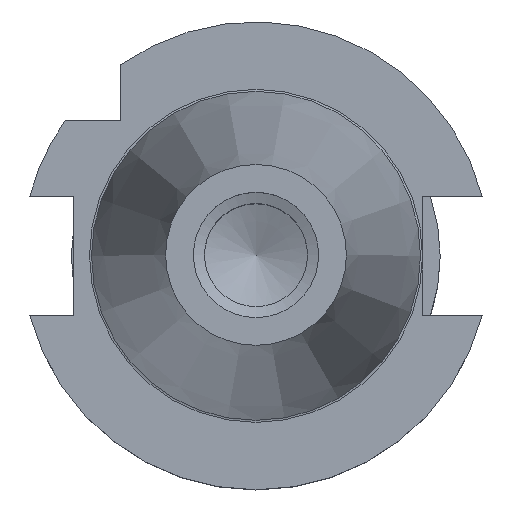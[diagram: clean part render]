
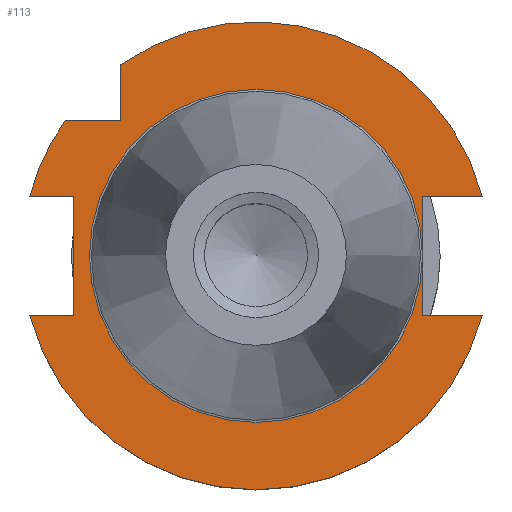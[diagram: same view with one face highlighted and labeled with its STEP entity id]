
A CAD part, top view. The second image highlights one B-rep face of the part: STEP entity #113.
In plain terms, the highlighted planar face has unit normal (0, 0, 1).
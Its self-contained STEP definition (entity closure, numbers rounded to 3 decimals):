
#113=ADVANCED_FACE('',(#181),#156,.F.);
#156=PLANE('',#886);
#181=FACE_OUTER_BOUND('',#221,.T.);
#221=EDGE_LOOP('',(#420,#421,#422,#423,#424,#425,#426,#427,#428,#429,#430,
#431,#432));
#290=LINE('',#1276,#346);
#291=LINE('',#1278,#347);
#292=LINE('',#1281,#348);
#293=LINE('',#1283,#349);
#294=LINE('',#1284,#350);
#295=LINE('',#1286,#351);
#296=LINE('',#1287,#352);
#297=LINE('',#1289,#353);
#298=LINE('',#1291,#354);
#346=VECTOR('',#1025,1.);
#347=VECTOR('',#1026,1.);
#348=VECTOR('',#1029,1.);
#349=VECTOR('',#1030,1.);
#350=VECTOR('',#1031,1.);
#351=VECTOR('',#1032,1.);
#352=VECTOR('',#1033,1.);
#353=VECTOR('',#1034,1.);
#354=VECTOR('',#1035,1.);
#420=ORIENTED_EDGE('',*,*,#717,.F.);
#421=ORIENTED_EDGE('',*,*,#718,.T.);
#422=ORIENTED_EDGE('',*,*,#719,.T.);
#423=ORIENTED_EDGE('',*,*,#720,.T.);
#424=ORIENTED_EDGE('',*,*,#721,.T.);
#425=ORIENTED_EDGE('',*,*,#709,.T.);
#426=ORIENTED_EDGE('',*,*,#722,.T.);
#427=ORIENTED_EDGE('',*,*,#723,.F.);
#428=ORIENTED_EDGE('',*,*,#713,.F.);
#429=ORIENTED_EDGE('',*,*,#724,.F.);
#430=ORIENTED_EDGE('',*,*,#725,.F.);
#431=ORIENTED_EDGE('',*,*,#726,.T.);
#432=ORIENTED_EDGE('',*,*,#705,.F.);
#626=VERTEX_POINT('',#1245);
#628=VERTEX_POINT('',#1249);
#629=VERTEX_POINT('',#1253);
#632=VERTEX_POINT('',#1258);
#634=VERTEX_POINT('',#1263);
#636=VERTEX_POINT('',#1267);
#639=VERTEX_POINT('',#1277);
#640=VERTEX_POINT('',#1279);
#641=VERTEX_POINT('',#1282);
#642=VERTEX_POINT('',#1285);
#643=VERTEX_POINT('',#1288);
#644=VERTEX_POINT('',#1290);
#705=EDGE_CURVE('',#628,#626,#806,.T.);
#709=EDGE_CURVE('',#629,#632,#808,.T.);
#713=EDGE_CURVE('',#636,#634,#810,.T.);
#717=EDGE_CURVE('',#639,#628,#290,.T.);
#718=EDGE_CURVE('',#639,#640,#291,.T.);
#719=EDGE_CURVE('',#640,#640,#812,.T.);
#720=EDGE_CURVE('',#640,#641,#292,.T.);
#721=EDGE_CURVE('',#641,#629,#293,.T.);
#722=EDGE_CURVE('',#632,#642,#294,.T.);
#723=EDGE_CURVE('',#634,#642,#295,.T.);
#724=EDGE_CURVE('',#643,#636,#296,.T.);
#725=EDGE_CURVE('',#644,#643,#297,.T.);
#726=EDGE_CURVE('',#644,#626,#298,.T.);
#806=CIRCLE('',#875,31.75);
#808=CIRCLE('',#878,31.75);
#810=CIRCLE('',#881,31.75);
#812=CIRCLE('',#885,22.6);
#875=AXIS2_PLACEMENT_3D('',#1250,#999,#1000);
#878=AXIS2_PLACEMENT_3D('',#1259,#1007,#1008);
#881=AXIS2_PLACEMENT_3D('',#1268,#1015,#1016);
#885=AXIS2_PLACEMENT_3D('',#1280,#1027,#1028);
#886=AXIS2_PLACEMENT_3D('',#1292,#1036,#1037);
#999=DIRECTION('',(0.,0.,-1.));
#1000=DIRECTION('',(-1.,0.,0.));
#1007=DIRECTION('',(0.,0.,1.));
#1008=DIRECTION('',(-1.,0.,0.));
#1015=DIRECTION('',(0.,0.,-1.));
#1016=DIRECTION('',(-1.,0.,0.));
#1025=DIRECTION('',(1.,0.,0.));
#1026=DIRECTION('',(0.,1.,0.));
#1027=DIRECTION('',(0.,0.,-1.));
#1028=DIRECTION('',(-1.,0.,0.));
#1029=DIRECTION('',(0.,1.,0.));
#1030=DIRECTION('',(1.,0.,0.));
#1031=DIRECTION('',(0.,-1.,0.));
#1032=DIRECTION('',(1.,0.,0.));
#1033=DIRECTION('',(-1.,0.,0.));
#1034=DIRECTION('',(0.,1.,0.));
#1035=DIRECTION('',(-1.,0.,0.));
#1036=DIRECTION('',(0.,0.,-1.));
#1037=DIRECTION('',(-1.,0.,0.));
#1245=CARTESIAN_POINT('',(-30.701,-8.095,-3.2));
#1249=CARTESIAN_POINT('',(30.701,-8.095,-3.2));
#1250=CARTESIAN_POINT('',(0.,0.,-3.2));
#1253=CARTESIAN_POINT('',(30.701,8.095,-3.2));
#1258=CARTESIAN_POINT('',(-18.35,25.91,-3.2));
#1259=CARTESIAN_POINT('',(0.,0.,-3.2));
#1263=CARTESIAN_POINT('',(-25.91,18.35,-3.2));
#1267=CARTESIAN_POINT('',(-30.701,8.095,-3.2));
#1268=CARTESIAN_POINT('',(0.,0.,-3.2));
#1276=CARTESIAN_POINT('',(0.,-8.095,-3.2));
#1277=CARTESIAN_POINT('',(22.6,-8.095,-3.2));
#1278=CARTESIAN_POINT('',(22.6,22.,-3.2));
#1279=CARTESIAN_POINT('',(22.6,0.,-3.2));
#1280=CARTESIAN_POINT('',(0.,0.,-3.2));
#1281=CARTESIAN_POINT('',(22.6,22.,-3.2));
#1282=CARTESIAN_POINT('',(22.6,8.095,-3.2));
#1283=CARTESIAN_POINT('',(41.75,8.095,-3.2));
#1284=CARTESIAN_POINT('',(-18.35,22.,-3.2));
#1285=CARTESIAN_POINT('',(-18.35,18.35,-3.2));
#1286=CARTESIAN_POINT('',(0.,18.35,-3.2));
#1287=CARTESIAN_POINT('',(0.,8.095,-3.2));
#1288=CARTESIAN_POINT('',(-24.8,8.095,-3.2));
#1289=CARTESIAN_POINT('',(-24.8,22.,-3.2));
#1290=CARTESIAN_POINT('',(-24.8,-8.095,-3.2));
#1291=CARTESIAN_POINT('',(-41.75,-8.095,-3.2));
#1292=CARTESIAN_POINT('',(0.,22.,-3.2));
